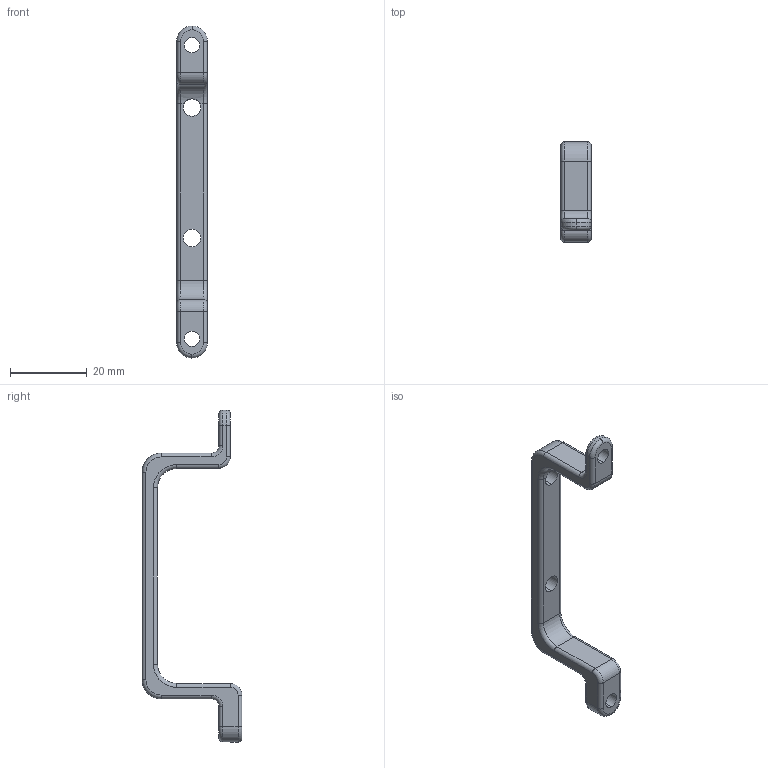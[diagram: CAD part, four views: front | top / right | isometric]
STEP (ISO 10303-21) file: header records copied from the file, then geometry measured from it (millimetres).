
FILE_DESCRIPTION (( 'STEP AP203' ), '1' );
FILE_NAME ('Bateria_soporte_Inf_1_Predeterminado_sldprt.STEP', '2024-07-23T21:01:03', ( '' ), ( '' ), 'SwSTEP 2.0', 'SolidWorks 2018', '' );
FILE_SCHEMA (( 'CONFIG_CONTROL_DESIGN' ));
Length unit declared in the file: centimetre
Products named in the file (1): Bateria_soporte_Inf_1_Predeterminado_sldprt
Bounding box: 8 x 26 x 86.47 mm (x, y, z)
Volume: 3742.6 mm3; surface area: 2877 mm2
Topology: 1 solids, 1 shells, 76 faces, 181 edges, 106 vertices
Faces by surface type: cylinder 40, torus 24, plane 12
Entity records: 2308 total; most frequent: DIRECTION 441, CARTESIAN_POINT 382, ORIENTED_EDGE 362, AXIS2_PLACEMENT_3D 185, EDGE_CURVE 181, CIRCLE 108, VERTEX_POINT 106, EDGE_LOOP 83
